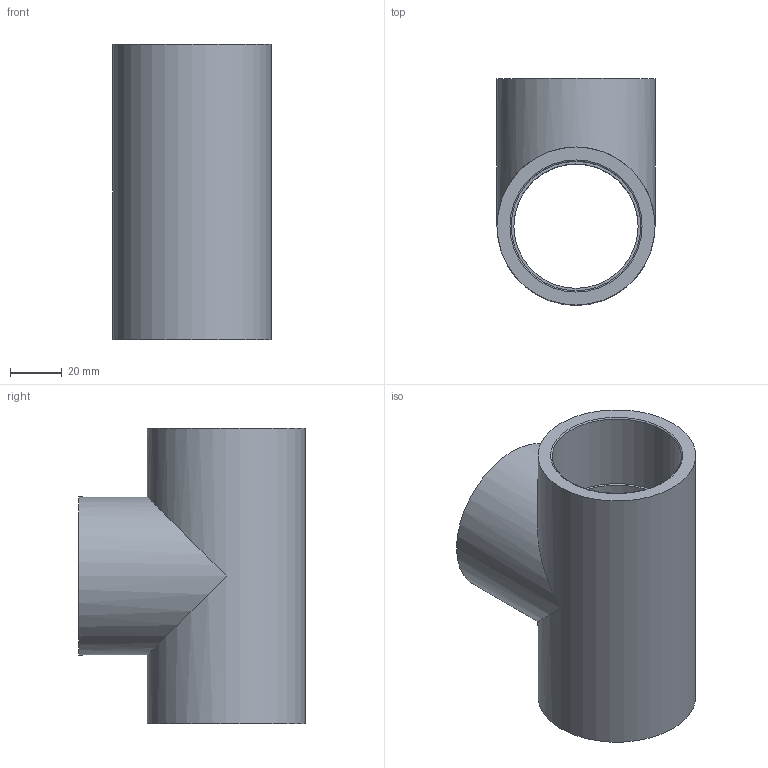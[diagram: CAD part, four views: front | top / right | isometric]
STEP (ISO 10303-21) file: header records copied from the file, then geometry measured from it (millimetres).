
FILE_DESCRIPTION(/* description */ (''),/* implementation_level */ '2;1');
FILE_NAME(/* name */ 'TE400500.stp',/* time_stamp */ '2016-10-17T16:55:51+02:00',/* author */ ('Gabriele'),/* organization */ (''),/* preprocessor_version */ 'ST-DEVELOPER v16.5',/* originating_system */ 'Autodesk Inventor 2017',/* authorisation */ '');
FILE_SCHEMA (('AUTOMOTIVE_DESIGN { 1 0 10303 214 3 1 1 }'));
Length unit declared in the file: millimetre
Products named in the file (1): TE400500
Bounding box: 61 x 87.5 x 114 mm (x, y, z)
Volume: 137169.5 mm3; surface area: 50328.4 mm2
Topology: 1 solids, 1 shells, 16 faces, 31 edges, 19 vertices
Faces by surface type: cylinder 7, plane 6, torus 3
Full cylindrical faces by diameter (mm): 48 x2, 50 x3, 61 x2
Entity records: 386 total; most frequent: DIRECTION 72, CARTESIAN_POINT 55, ORIENTED_EDGE 38, AXIS2_PLACEMENT_3D 36, EDGE_LOOP 34, VERTEX_POINT 19, EDGE_CURVE 19, FACE_BOUND 18
